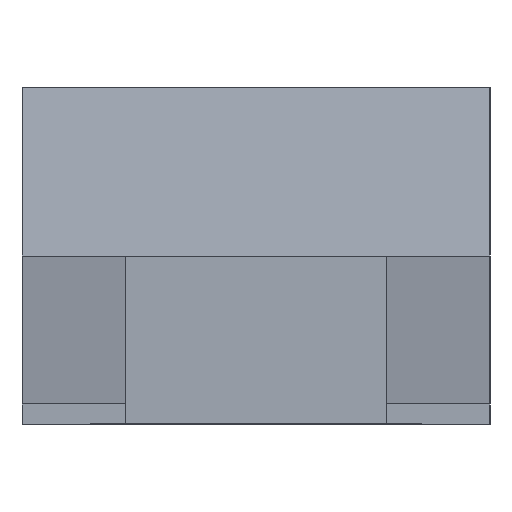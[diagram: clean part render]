
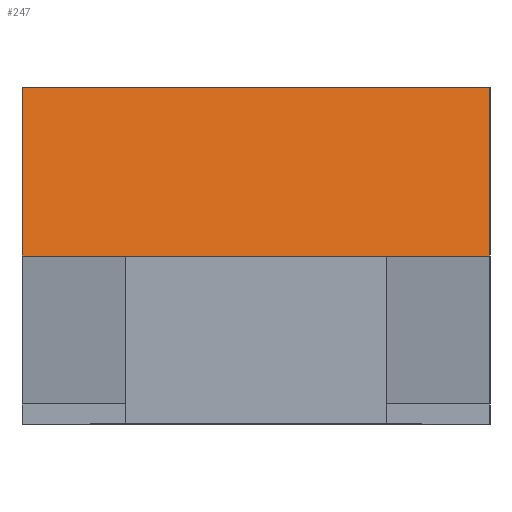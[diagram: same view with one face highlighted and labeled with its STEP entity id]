
A CAD part, left-side view. The second image highlights one B-rep face of the part: STEP entity #247.
In plain terms, the highlighted planar face has unit normal (-0.987, 0, 0.162).
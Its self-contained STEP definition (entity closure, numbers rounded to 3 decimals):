
#247=ADVANCED_FACE('',(#346),#298,.F.);
#298=PLANE('',#1278);
#346=FACE_OUTER_BOUND('',#400,.T.);
#400=EDGE_LOOP('',(#581,#582,#583,#584));
#581=ORIENTED_EDGE('',*,*,#918,.F.);
#582=ORIENTED_EDGE('',*,*,#919,.F.);
#583=ORIENTED_EDGE('',*,*,#860,.T.);
#584=ORIENTED_EDGE('',*,*,#901,.T.);
#756=VERTEX_POINT('',#1644);
#757=VERTEX_POINT('',#1646);
#782=VERTEX_POINT('',#1724);
#799=VERTEX_POINT('',#1760);
#860=EDGE_CURVE('',#757,#756,#1006,.T.);
#901=EDGE_CURVE('',#756,#782,#1047,.T.);
#918=EDGE_CURVE('',#799,#782,#1064,.T.);
#919=EDGE_CURVE('',#757,#799,#1065,.T.);
#1006=LINE('',#1645,#1152);
#1047=LINE('',#1725,#1193);
#1064=LINE('',#1759,#1210);
#1065=LINE('',#1761,#1211);
#1152=VECTOR('',#1368,1.);
#1193=VECTOR('',#1435,1.);
#1210=VECTOR('',#1454,1.);
#1211=VECTOR('',#1455,1.);
#1278=AXIS2_PLACEMENT_3D('',#1762,#1456,#1457);
#1368=DIRECTION('',(0.162,0.,0.987));
#1435=DIRECTION('',(0.,1.,0.));
#1454=DIRECTION('',(0.162,0.,0.987));
#1455=DIRECTION('',(0.,1.,0.));
#1456=DIRECTION('',(0.987,0.,-0.162));
#1457=DIRECTION('',(-0.162,0.,-0.987));
#1644=CARTESIAN_POINT('',(-3.269,-2.15,3.176));
#1645=CARTESIAN_POINT('',(-3.523,-2.15,1.626));
#1646=CARTESIAN_POINT('',(-3.523,-2.15,1.626));
#1724=CARTESIAN_POINT('',(-3.269,2.15,3.176));
#1725=CARTESIAN_POINT('',(-3.269,-2.15,3.176));
#1759=CARTESIAN_POINT('',(-3.523,2.15,1.626));
#1760=CARTESIAN_POINT('',(-3.523,2.15,1.626));
#1761=CARTESIAN_POINT('',(-3.523,-2.15,1.626));
#1762=CARTESIAN_POINT('',(-3.523,-2.15,1.626));
